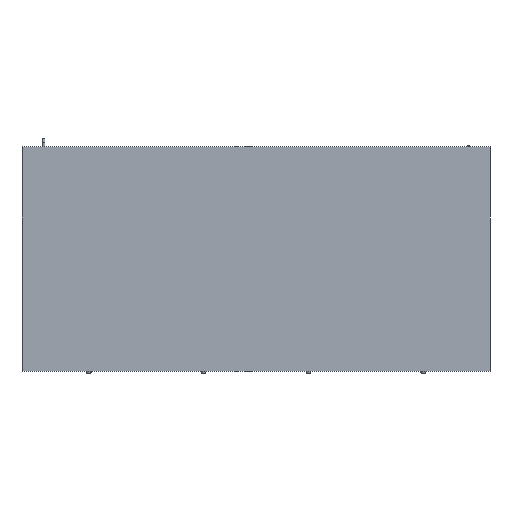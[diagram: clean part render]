
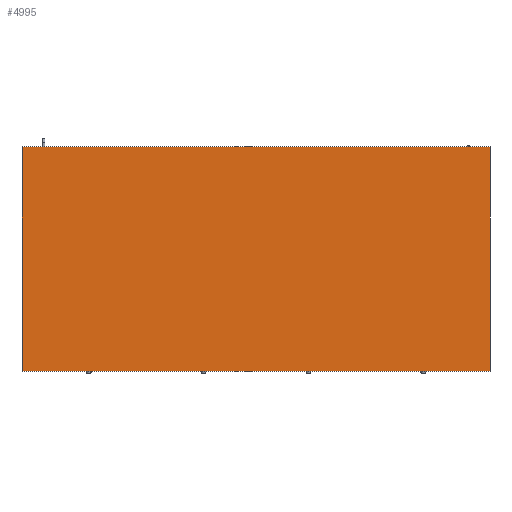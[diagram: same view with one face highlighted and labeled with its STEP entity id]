
A CAD part, front view. The second image highlights one B-rep face of the part: STEP entity #4995.
In plain terms, the highlighted planar face has unit normal (0, -1, 0).
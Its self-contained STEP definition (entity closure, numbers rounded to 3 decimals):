
#385=FACE_OUTER_BOUND('',#702,.T.);
#702=EDGE_LOOP('',(#3323,#3324,#3325,#3326));
#1021=LINE('',#7447,#1553);
#1024=LINE('',#7453,#1556);
#1027=LINE('',#7459,#1559);
#1030=LINE('',#7463,#1562);
#1553=VECTOR('',#5885,10.);
#1556=VECTOR('',#5890,10.);
#1559=VECTOR('',#5895,10.);
#1562=VECTOR('',#5900,10.);
#2085=VERTEX_POINT('',#7444);
#2086=VERTEX_POINT('',#7446);
#2088=VERTEX_POINT('',#7452);
#2090=VERTEX_POINT('',#7458);
#2577=EDGE_CURVE('',#2086,#2085,#1021,.T.);
#2580=EDGE_CURVE('',#2088,#2086,#1024,.T.);
#2583=EDGE_CURVE('',#2090,#2088,#1027,.T.);
#2586=EDGE_CURVE('',#2085,#2090,#1030,.T.);
#3323=ORIENTED_EDGE('',*,*,#2586,.T.);
#3324=ORIENTED_EDGE('',*,*,#2583,.T.);
#3325=ORIENTED_EDGE('',*,*,#2580,.T.);
#3326=ORIENTED_EDGE('',*,*,#2577,.T.);
#4764=PLANE('',#5371);
#4995=ADVANCED_FACE('',(#385),#4764,.T.);
#5371=AXIS2_PLACEMENT_3D('',#7465,#5903,#5904);
#5885=DIRECTION('',(1.,0.,0.));
#5890=DIRECTION('',(0.,0.,-1.));
#5895=DIRECTION('',(-1.,0.,0.));
#5900=DIRECTION('',(0.,0.,1.));
#5903=DIRECTION('center_axis',(0.,-1.,0.));
#5904=DIRECTION('ref_axis',(0.,0.,-1.));
#7444=CARTESIAN_POINT('',(725.,-20.,-347.5));
#7446=CARTESIAN_POINT('',(-725.,-20.,-347.5));
#7447=CARTESIAN_POINT('',(725.,-20.,-347.5));
#7452=CARTESIAN_POINT('',(-725.,-20.,347.5));
#7453=CARTESIAN_POINT('',(-725.,-20.,-347.5));
#7458=CARTESIAN_POINT('',(725.,-20.,347.5));
#7459=CARTESIAN_POINT('',(-725.,-20.,347.5));
#7463=CARTESIAN_POINT('',(725.,-20.,347.5));
#7465=CARTESIAN_POINT('Origin',(0.,-20.,0.));
